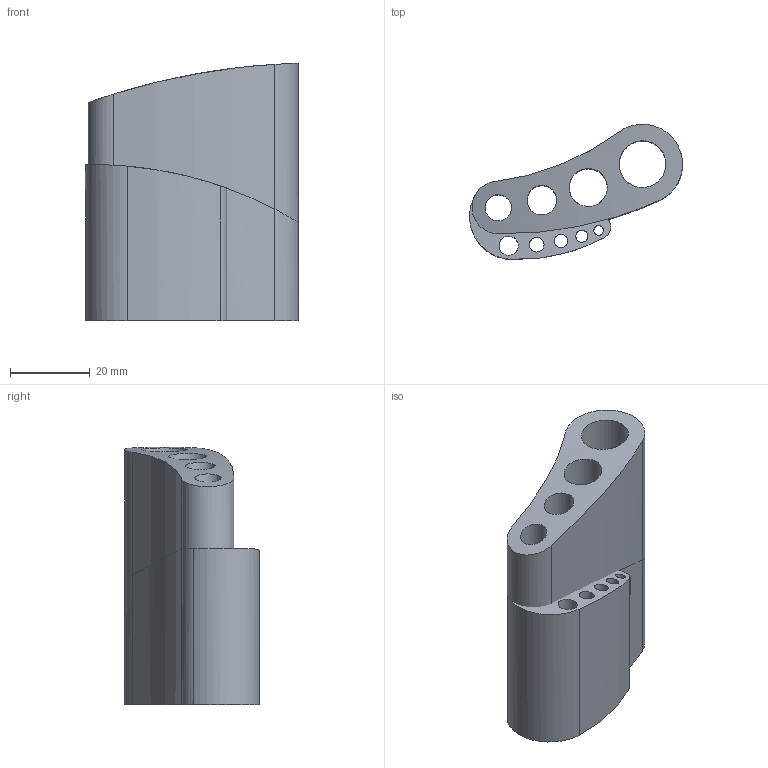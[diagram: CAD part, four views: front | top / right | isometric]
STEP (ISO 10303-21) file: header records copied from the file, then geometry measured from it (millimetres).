
FILE_DESCRIPTION(('FreeCAD Model'),'2;1');
FILE_NAME('hexholder.step','2016-03-30T10:09:18' ,('Author'),(''),'Open CASCADE STEP processor 6.8','FreeCAD','Unknown' );
FILE_SCHEMA(('AUTOMOTIVE_DESIGN_CC2 { 1 2 10303 214 -1 1 5 4 }'));
Length unit declared in the file: millimetre
Products named in the file (2): ASSEMBLY; Compound
Assembly tree (1 placements, depth 2):
  ASSEMBLY
    Compound
Bounding box: 53.29 x 33.76 x 64.36 mm (x, y, z)
Volume: 62079 mm3; surface area: 27833.8 mm2
Topology: 2 solids, 2 shells, 28 faces, 95 edges, 71 vertices
Faces by surface type: cylinder 26, plane 2
Full cylindrical faces by diameter (mm): 2.4 x1, 3 x1, 3.4 x1, 3.7 x1, 4.8 x1, 6.6 x2, 7.4 x2, 9.5 x2, 11.7 x2
Entity records: 29808 total; most frequent: CARTESIAN_POINT 28148, DIRECTION 204, ORIENTED_EDGE 190, PCURVE 190, DEFINITIONAL_REPRESENTATION 190, B_SPLINE_CURVE_WITH_KNOTS 141, LINE 96, VECTOR 96
